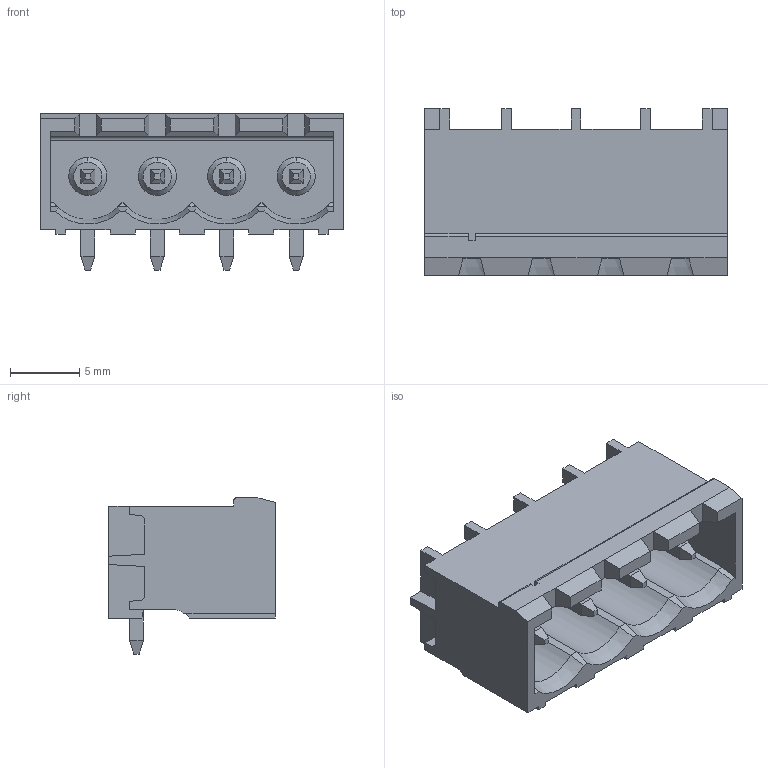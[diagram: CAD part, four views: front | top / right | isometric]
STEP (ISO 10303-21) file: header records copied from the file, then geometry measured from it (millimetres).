
FILE_DESCRIPTION(('FreeCAD Model'),'2;1');
FILE_NAME('Open CASCADE Shape Model','2024-06-24T12:19:29',( 'kicad StepUp'),('ksu MCAD'),'Open CASCADE STEP processor 7.6', 'FreeCAD','Unknown');
FILE_SCHEMA(('AUTOMOTIVE_DESIGN { 1 0 10303 214 1 1 1 1 }'));
Length unit declared in the file: millimetre
Products named in the file (1): OQ_4P_5mm_230V
Bounding box: 21.8 x 12 x 11.25 mm (x, y, z)
Volume: 753.3 mm3; surface area: 1839.2 mm2
Topology: 1 solids, 1 shells, 322 faces, 868 edges, 552 vertices
Faces by surface type: plane 260, cylinder 50, cone 12
Entity records: 10050 total; most frequent: CARTESIAN_POINT 1903, ORIENTED_EDGE 1736, DIRECTION 1610, EDGE_CURVE 868, LINE 740, VECTOR 740, VERTEX_POINT 552, AXIS2_PLACEMENT_3D 435
